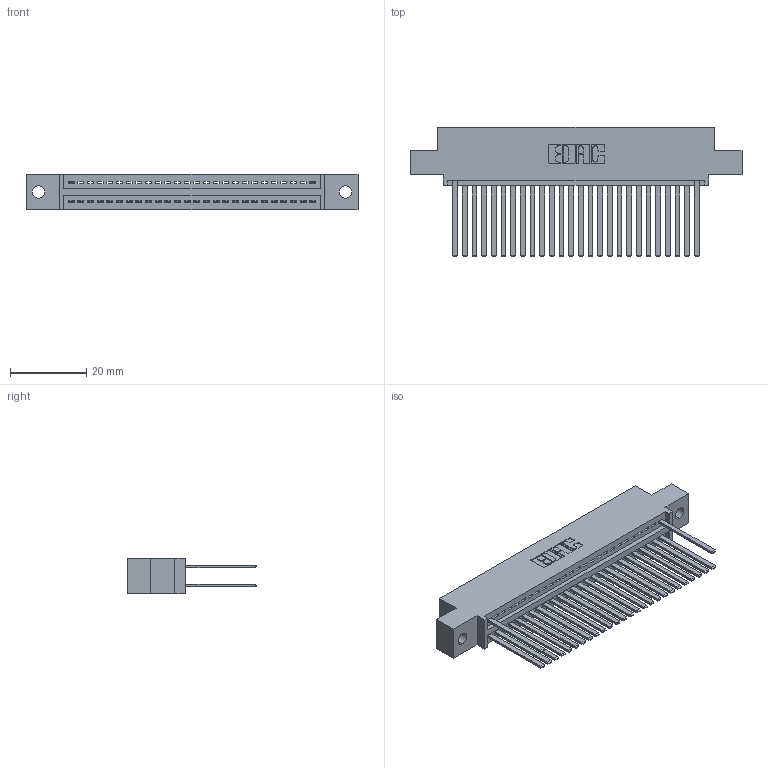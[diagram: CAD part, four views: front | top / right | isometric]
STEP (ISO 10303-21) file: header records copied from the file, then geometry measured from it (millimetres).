
FILE_DESCRIPTION (( 'STEP AP203' ), '1' );
FILE_NAME ('345-052-544-502.STEP', '2018-09-22T23:26:21', ( '' ), ( '' ), 'SwSTEP 2.0', 'SolidWorks 2016', '' );
FILE_SCHEMA (( 'CONFIG_CONTROL_DESIGN' ));
Length unit declared in the file: inch
Products named in the file (3): 345 Part_0.110 Offset - 0.128 Dia; 345-292-001_345-293-144; 345-052-544-502
Assembly tree (29 placements, depth 2):
  345-052-544-502
    345 Part_0.110 Offset - 0.128 Dia
    345-292-001_345-293-144  x28
Bounding box: 87.25 x 33.96 x 9.4 mm (x, y, z)
Volume: 8393.1 mm3; surface area: 11841.7 mm2
Topology: 29 solids, 29 shells, 1554 faces, 4669 edges, 3074 vertices
Faces by surface type: plane 1064, cylinder 490
Entity records: 21737 total; most frequent: CARTESIAN_POINT 3764, ORIENTED_EDGE 3722, DIRECTION 3309, EDGE_CURVE 1861, VECTOR 1629, LINE 1629, VERTEX_POINT 1238, AXIS2_PLACEMENT_3D 840
